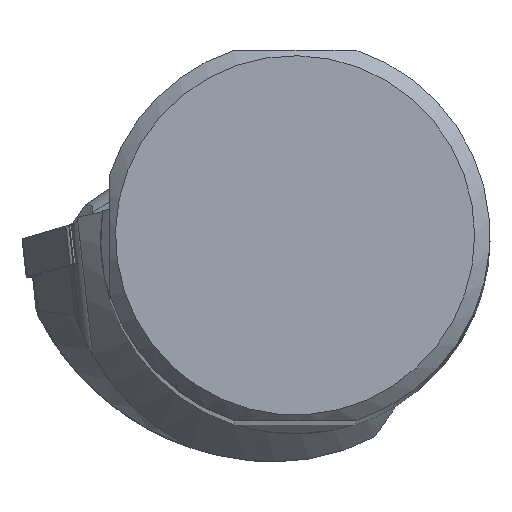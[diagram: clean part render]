
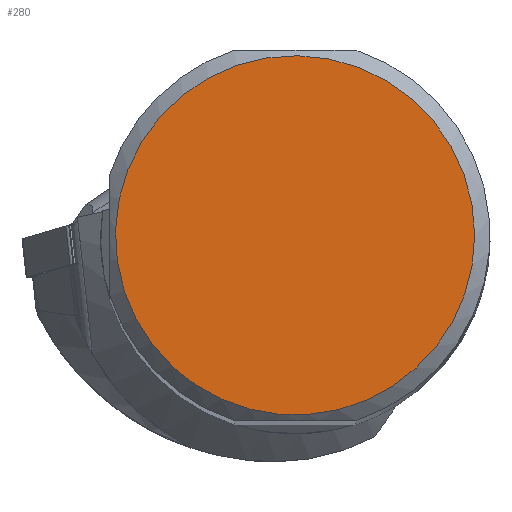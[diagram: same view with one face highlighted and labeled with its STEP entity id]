
A CAD part, top view. The second image highlights one B-rep face of the part: STEP entity #280.
In plain terms, the highlighted planar face has unit normal (0, 0, 1).
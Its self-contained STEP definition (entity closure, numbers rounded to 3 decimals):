
#196=FACE_OUTER_BOUND('',#707,.T.);
#280=ADVANCED_FACE('CU_SU_BP3',(#196),#343,.T.);
#343=PLANE('',#1824);
#707=EDGE_LOOP('',(#969));
#969=ORIENTED_EDGE('',*,*,#1518,.T.);
#1326=VERTEX_POINT('',#2776);
#1518=EDGE_CURVE('',#1326,#1326,#1638,.T.);
#1638=CIRCLE('',#1822,29.238);
#1822=AXIS2_PLACEMENT_3D('',#2775,#2165,#2166);
#1824=AXIS2_PLACEMENT_3D('',#2778,#2169,#2170);
#2165=DIRECTION('',(0.,0.,1.));
#2166=DIRECTION('',(1.,0.,0.));
#2169=DIRECTION('',(0.,0.,1.));
#2170=DIRECTION('',(1.,0.,0.));
#2775=CARTESIAN_POINT('',(0.,0.,0.));
#2776=CARTESIAN_POINT('',(29.238,0.,0.));
#2778=CARTESIAN_POINT('',(0.,0.,
0.));
